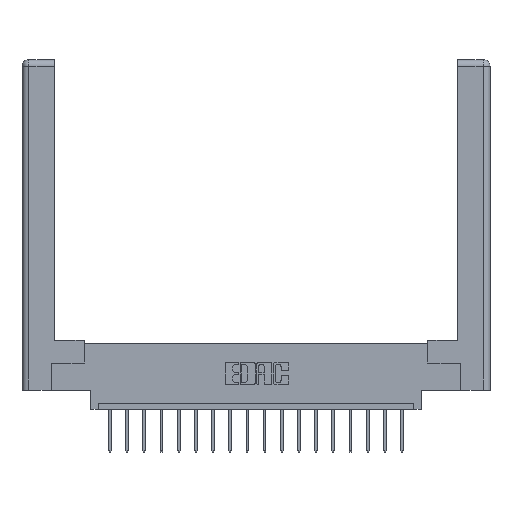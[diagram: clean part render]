
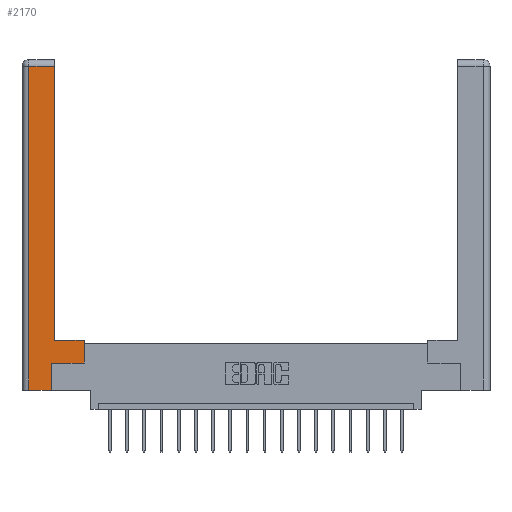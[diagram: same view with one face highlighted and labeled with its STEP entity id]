
A CAD part, top view. The second image highlights one B-rep face of the part: STEP entity #2170.
In plain terms, the highlighted planar face has unit normal (0, 0, 1).
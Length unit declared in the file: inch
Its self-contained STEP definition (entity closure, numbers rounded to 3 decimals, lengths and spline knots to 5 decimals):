
#72 = ORIENTED_EDGE ( 'NONE', *, *, #10756, .T. ) ;
#417 = DIRECTION ( 'NONE',  ( -1., 0., 0. ) ) ;
#493 = PLANE ( 'NONE',  #11886 ) ;
#586 = VERTEX_POINT ( 'NONE', #4602 ) ;
#624 = ORIENTED_EDGE ( 'NONE', *, *, #7375, .T. ) ;
#757 = DIRECTION ( 'NONE',  ( 0., -1., 0. ) ) ;
#1001 = LINE ( 'NONE', #2070, #7952 ) ;
#1223 = EDGE_CURVE ( 'NONE', #13560, #14461, #10838, .T. ) ;
#1621 = EDGE_LOOP ( 'NONE', ( #14804, #6098, #624, #9641, #72, #7082, #10830, #8794 ) ) ;
#1768 = DIRECTION ( 'NONE',  ( 0., 1., 0. ) ) ;
#2070 = CARTESIAN_POINT ( 'NONE',  ( 0.0615, 0., 0. ) ) ;
#2170 = ADVANCED_FACE ( 'NONE', ( #6828 ), #493, .F. ) ;
#2628 = EDGE_CURVE ( 'NONE', #3435, #16411, #5677, .T. ) ;
#2662 = VECTOR ( 'NONE', #16582, 39.37008 ) ;
#2811 = CARTESIAN_POINT ( 'NONE',  ( 0.295, 3., 0. ) ) ;
#3173 = VECTOR ( 'NONE', #3989, 39.37008 ) ;
#3244 = CARTESIAN_POINT ( 'NONE',  ( 0.0615, 0., 0. ) ) ;
#3435 = VERTEX_POINT ( 'NONE', #3244 ) ;
#3989 = DIRECTION ( 'NONE',  ( 1., 0., 0. ) ) ;
#4602 = CARTESIAN_POINT ( 'NONE',  ( 0.295, 2.94, 0. ) ) ;
#5492 = CARTESIAN_POINT ( 'NONE',  ( 0.565, 0.245, 0. ) ) ;
#5677 = LINE ( 'NONE', #10495, #2662 ) ;
#6098 = ORIENTED_EDGE ( 'NONE', *, *, #10244, .T. ) ;
#6239 = LINE ( 'NONE', #16840, #7630 ) ;
#6366 = CARTESIAN_POINT ( 'NONE',  ( 0.265, 0.245, 0. ) ) ;
#6828 = FACE_OUTER_BOUND ( 'NONE', #1621, .T. ) ;
#6865 = VECTOR ( 'NONE', #1768, 39.37008 ) ;
#6934 = DIRECTION ( 'NONE',  ( 0., 1., 0. ) ) ;
#7082 = ORIENTED_EDGE ( 'NONE', *, *, #13668, .T. ) ;
#7113 = LINE ( 'NONE', #5492, #3173 ) ;
#7131 = CARTESIAN_POINT ( 'NONE',  ( 0.265, 0.245, 0. ) ) ;
#7375 = EDGE_CURVE ( 'NONE', #19002, #3435, #1001, .T. ) ;
#7630 = VECTOR ( 'NONE', #417, 39.37008 ) ;
#7952 = VECTOR ( 'NONE', #757, 39.37008 ) ;
#8153 = DIRECTION ( 'NONE',  ( -1., 0., 0. ) ) ;
#8794 = ORIENTED_EDGE ( 'NONE', *, *, #12081, .T. ) ;
#9478 = VECTOR ( 'NONE', #6934, 39.37008 ) ;
#9641 = ORIENTED_EDGE ( 'NONE', *, *, #2628, .T. ) ;
#10079 = EDGE_CURVE ( 'NONE', #12232, #586, #19100, .T. ) ;
#10244 = EDGE_CURVE ( 'NONE', #586, #19002, #6239, .T. ) ;
#10373 = LINE ( 'NONE', #16019, #14600 ) ;
#10495 = CARTESIAN_POINT ( 'NONE',  ( 0.265, 0., 0. ) ) ;
#10670 = CARTESIAN_POINT ( 'NONE',  ( 0.565, 0.45, 0. ) ) ;
#10756 = EDGE_CURVE ( 'NONE', #16411, #12248, #13951, .T. ) ;
#10830 = ORIENTED_EDGE ( 'NONE', *, *, #1223, .T. ) ;
#10838 = LINE ( 'NONE', #10670, #6865 ) ;
#11886 = AXIS2_PLACEMENT_3D ( 'NONE', #11966, #17104, #8153 ) ;
#11966 = CARTESIAN_POINT ( 'NONE',  ( 0., 0., 0. ) ) ;
#12081 = EDGE_CURVE ( 'NONE', #14461, #12232, #10373, .T. ) ;
#12232 = VERTEX_POINT ( 'NONE', #15329 ) ;
#12248 = VERTEX_POINT ( 'NONE', #6366 ) ;
#13130 = CARTESIAN_POINT ( 'NONE',  ( 0.565, 0.45, 0. ) ) ;
#13560 = VERTEX_POINT ( 'NONE', #14051 ) ;
#13668 = EDGE_CURVE ( 'NONE', #12248, #13560, #7113, .T. ) ;
#13951 = LINE ( 'NONE', #7131, #9478 ) ;
#14051 = CARTESIAN_POINT ( 'NONE',  ( 0.565, 0.245, 0. ) ) ;
#14461 = VERTEX_POINT ( 'NONE', #13130 ) ;
#14600 = VECTOR ( 'NONE', #14656, 39.37008 ) ;
#14656 = DIRECTION ( 'NONE',  ( -1., 0., 0. ) ) ;
#14804 = ORIENTED_EDGE ( 'NONE', *, *, #10079, .T. ) ;
#14808 = CARTESIAN_POINT ( 'NONE',  ( 0.265, 0., 0. ) ) ;
#15149 = VECTOR ( 'NONE', #19207, 39.37008 ) ;
#15329 = CARTESIAN_POINT ( 'NONE',  ( 0.295, 0.45, 0. ) ) ;
#16019 = CARTESIAN_POINT ( 'NONE',  ( 0.295, 0.45, 0. ) ) ;
#16411 = VERTEX_POINT ( 'NONE', #14808 ) ;
#16582 = DIRECTION ( 'NONE',  ( 1., 0., 0. ) ) ;
#16840 = CARTESIAN_POINT ( 'NONE',  ( 0.0615, 2.94, 0. ) ) ;
#17104 = DIRECTION ( 'NONE',  ( 0., 0., -1. ) ) ;
#18045 = CARTESIAN_POINT ( 'NONE',  ( 0.0615, 2.94, 0. ) ) ;
#19002 = VERTEX_POINT ( 'NONE', #18045 ) ;
#19100 = LINE ( 'NONE', #2811, #15149 ) ;
#19207 = DIRECTION ( 'NONE',  ( 0., 1., 0. ) ) ;
